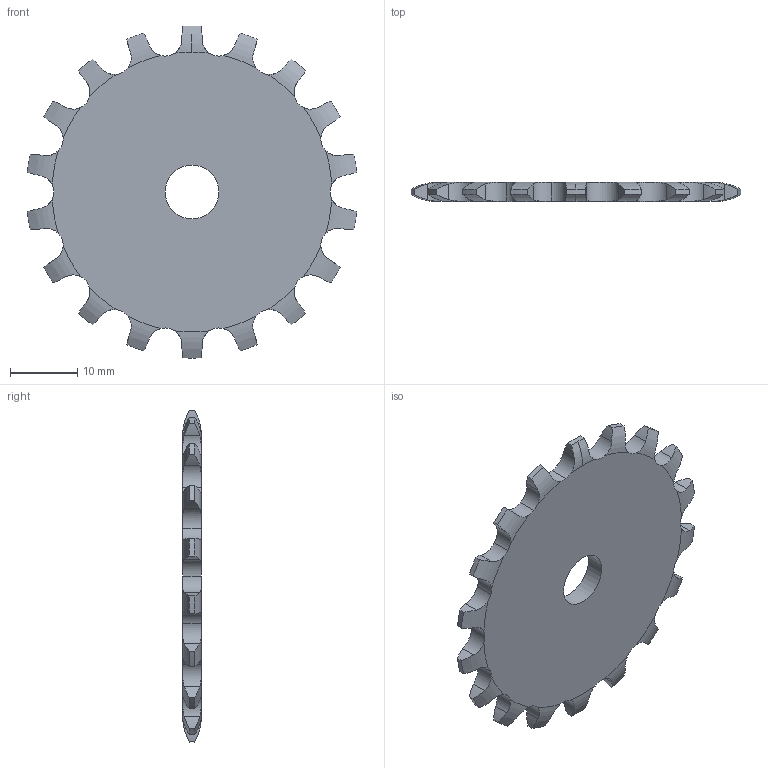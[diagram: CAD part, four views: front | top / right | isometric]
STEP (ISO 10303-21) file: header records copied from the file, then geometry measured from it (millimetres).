
FILE_DESCRIPTION(('FreeCAD Model'),'2;1');
FILE_NAME('Open CASCADE Shape Model','2022-01-16T09:23:26',('FreeCAD'),( 'FreeCAD'),'Open CASCADE STEP processor 7.4','FreeCAD','Unknown');
FILE_SCHEMA(('AUTOMOTIVE_DESIGN { 1 0 10303 214 1 1 1 1 }'));
Length unit declared in the file: millimetre
Products named in the file (1): Open CASCADE STEP translator 7.4 11
Bounding box: 48.95 x 2.8 x 49.3 mm (x, y, z)
Volume: 4146.2 mm3; surface area: 3637 mm2
Topology: 1 solids, 1 shells, 131 faces, 423 edges, 294 vertices
Faces by surface type: cylinder 91, revolution 38, plane 2
Full cylindrical faces by diameter (mm): 8 x1
Entity records: 15435 total; most frequent: CARTESIAN_POINT 7799, DIRECTION 1252, ORIENTED_EDGE 846, PCURVE 846, DEFINITIONAL_REPRESENTATION 846, LINE 501, VECTOR 501, B_SPLINE_CURVE_WITH_KNOTS 432
